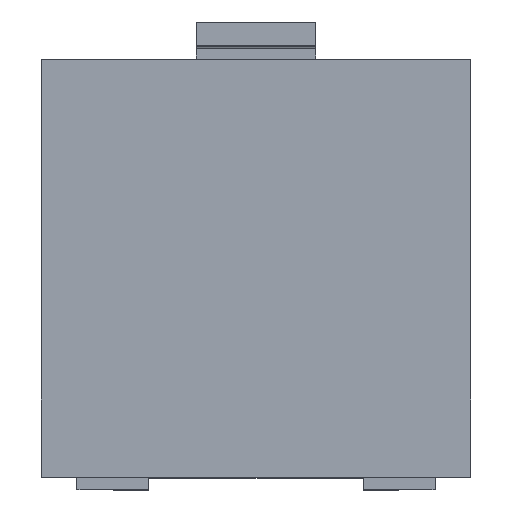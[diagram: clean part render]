
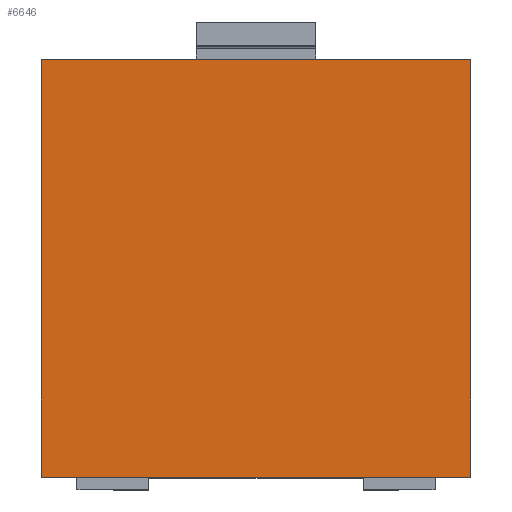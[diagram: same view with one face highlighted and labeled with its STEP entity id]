
A CAD part, top view. The second image highlights one B-rep face of the part: STEP entity #6646.
In plain terms, the highlighted planar face has unit normal (0, 0, 1).
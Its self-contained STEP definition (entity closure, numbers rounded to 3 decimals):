
#589 = CARTESIAN_POINT ( 'NONE',  ( -1.8, -1.75, 4.7 ) ) ;
#913 = ORIENTED_EDGE ( 'NONE', *, *, #10429, .T. ) ;
#1028 = EDGE_CURVE ( 'NONE', #6045, #4991, #13437, .T. ) ;
#1680 = ORIENTED_EDGE ( 'NONE', *, *, #10141, .T. ) ;
#2490 = DIRECTION ( 'NONE',  ( 0., -1., 0. ) ) ;
#2547 = CARTESIAN_POINT ( 'NONE',  ( 1.8, 1.75, 4.7 ) ) ;
#2617 = DIRECTION ( 'NONE',  ( 0., 0., 1. ) ) ;
#3118 = VERTEX_POINT ( 'NONE', #7658 ) ;
#3519 = CARTESIAN_POINT ( 'NONE',  ( -1.8, -1.75, 4.7 ) ) ;
#4448 = DIRECTION ( 'NONE',  ( 1., 0., 0. ) ) ;
#4672 = VERTEX_POINT ( 'NONE', #8435 ) ;
#4991 = VERTEX_POINT ( 'NONE', #6142 ) ;
#5243 = LINE ( 'NONE', #589, #18693 ) ;
#6045 = VERTEX_POINT ( 'NONE', #3519 ) ;
#6142 = CARTESIAN_POINT ( 'NONE',  ( 1.8, -1.75, 4.7 ) ) ;
#6646 = ADVANCED_FACE ( 'NONE', ( #10308 ), #7174, .T. ) ;
#6724 = ORIENTED_EDGE ( 'NONE', *, *, #1028, .T. ) ;
#6935 = DIRECTION ( 'NONE',  ( 0., 1., 0. ) ) ;
#7086 = VECTOR ( 'NONE', #18322, 1000. ) ;
#7098 = DIRECTION ( 'NONE',  ( 1., 0., 0. ) ) ;
#7174 = PLANE ( 'NONE',  #11397 ) ;
#7197 = CARTESIAN_POINT ( 'NONE',  ( 1.8, -1.75, 4.7 ) ) ;
#7658 = CARTESIAN_POINT ( 'NONE',  ( 1.8, 1.75, 4.7 ) ) ;
#8435 = CARTESIAN_POINT ( 'NONE',  ( -1.8, 1.75, 4.7 ) ) ;
#8979 = EDGE_CURVE ( 'NONE', #4672, #6045, #5243, .T. ) ;
#9998 = VECTOR ( 'NONE', #6935, 1000. ) ;
#10141 = EDGE_CURVE ( 'NONE', #4991, #3118, #11283, .T. ) ;
#10308 = FACE_OUTER_BOUND ( 'NONE', #19533, .T. ) ;
#10429 = EDGE_CURVE ( 'NONE', #3118, #4672, #16510, .T. ) ;
#11283 = LINE ( 'NONE', #17852, #9998 ) ;
#11397 = AXIS2_PLACEMENT_3D ( 'NONE', #18292, #2617, #4448 ) ;
#13437 = LINE ( 'NONE', #7197, #15478 ) ;
#15478 = VECTOR ( 'NONE', #7098, 1000. ) ;
#16510 = LINE ( 'NONE', #2547, #7086 ) ;
#17852 = CARTESIAN_POINT ( 'NONE',  ( 1.8, -1.75, 4.7 ) ) ;
#18292 = CARTESIAN_POINT ( 'NONE',  ( 0., 0., 4.7 ) ) ;
#18322 = DIRECTION ( 'NONE',  ( -1., 0., 0. ) ) ;
#18693 = VECTOR ( 'NONE', #2490, 1000. ) ;
#18835 = ORIENTED_EDGE ( 'NONE', *, *, #8979, .T. ) ;
#19533 = EDGE_LOOP ( 'NONE', ( #18835, #6724, #1680, #913 ) ) ;
